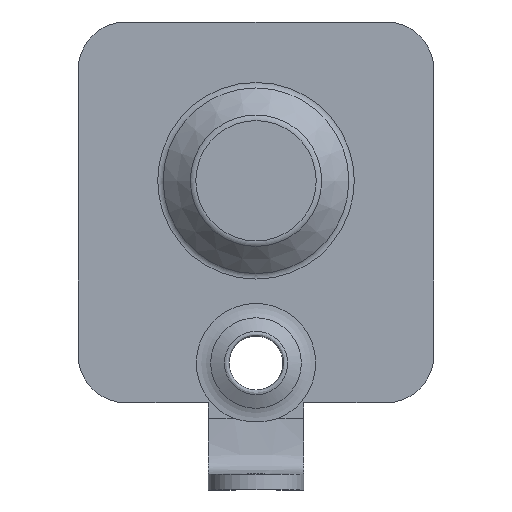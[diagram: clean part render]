
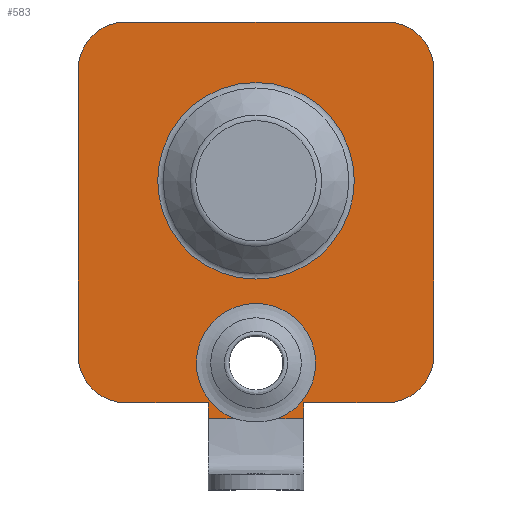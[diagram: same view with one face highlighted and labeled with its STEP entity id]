
A CAD part, top view. The second image highlights one B-rep face of the part: STEP entity #583.
In plain terms, the highlighted planar face has unit normal (0, 0, 1).
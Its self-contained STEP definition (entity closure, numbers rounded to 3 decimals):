
#21=FACE_BOUND('',#98,.T.);
#35=PLANE('',#655);
#64=FACE_OUTER_BOUND('',#97,.T.);
#97=EDGE_LOOP('',(#492,#493,#494,#495,#496,#497,#498,#499,#500,#501,#502,
#503,#504,#505,#506));
#98=EDGE_LOOP('',(#507));
#113=LINE('',#955,#155);
#114=LINE('',#989,#156);
#126=LINE('',#1083,#168);
#138=LINE('',#1231,#180);
#139=LINE('',#1235,#181);
#140=LINE('',#1239,#182);
#141=LINE('',#1243,#183);
#142=LINE('',#1247,#184);
#143=LINE('',#1248,#185);
#155=VECTOR('',#691,10.);
#156=VECTOR('',#692,10.);
#168=VECTOR('',#714,10.);
#180=VECTOR('',#796,10.);
#181=VECTOR('',#799,10.);
#182=VECTOR('',#802,10.);
#183=VECTOR('',#805,10.);
#184=VECTOR('',#808,10.);
#185=VECTOR('',#809,10.);
#203=CIRCLE('',#625,1.879);
#204=CIRCLE('',#626,1.879);
#221=CIRCLE('',#651,3.095);
#224=CIRCLE('',#656,1.5);
#225=CIRCLE('',#657,1.5);
#226=CIRCLE('',#658,1.5);
#227=CIRCLE('',#659,1.5);
#247=VERTEX_POINT('',#941);
#248=VERTEX_POINT('',#954);
#249=VERTEX_POINT('',#956);
#250=VERTEX_POINT('',#988);
#261=VERTEX_POINT('',#1081);
#264=VERTEX_POINT('',#1090);
#284=VERTEX_POINT('',#1220);
#287=VERTEX_POINT('',#1230);
#288=VERTEX_POINT('',#1232);
#289=VERTEX_POINT('',#1234);
#290=VERTEX_POINT('',#1236);
#291=VERTEX_POINT('',#1238);
#292=VERTEX_POINT('',#1240);
#293=VERTEX_POINT('',#1242);
#294=VERTEX_POINT('',#1244);
#295=VERTEX_POINT('',#1246);
#306=EDGE_CURVE('',#247,#248,#113,.T.);
#308=EDGE_CURVE('',#249,#250,#114,.T.);
#325=EDGE_CURVE('',#261,#247,#126,.T.);
#329=EDGE_CURVE('',#264,#249,#203,.T.);
#330=EDGE_CURVE('',#248,#264,#204,.T.);
#359=EDGE_CURVE('',#284,#284,#221,.T.);
#363=EDGE_CURVE('',#261,#287,#138,.T.);
#364=EDGE_CURVE('',#288,#287,#224,.T.);
#365=EDGE_CURVE('',#288,#289,#139,.T.);
#366=EDGE_CURVE('',#290,#289,#225,.T.);
#367=EDGE_CURVE('',#290,#291,#140,.T.);
#368=EDGE_CURVE('',#292,#291,#226,.T.);
#369=EDGE_CURVE('',#292,#293,#141,.T.);
#370=EDGE_CURVE('',#294,#293,#227,.T.);
#371=EDGE_CURVE('',#294,#295,#142,.T.);
#372=EDGE_CURVE('',#295,#250,#143,.T.);
#492=ORIENTED_EDGE('',*,*,#330,.F.);
#493=ORIENTED_EDGE('',*,*,#306,.F.);
#494=ORIENTED_EDGE('',*,*,#325,.F.);
#495=ORIENTED_EDGE('',*,*,#363,.T.);
#496=ORIENTED_EDGE('',*,*,#364,.F.);
#497=ORIENTED_EDGE('',*,*,#365,.T.);
#498=ORIENTED_EDGE('',*,*,#366,.F.);
#499=ORIENTED_EDGE('',*,*,#367,.T.);
#500=ORIENTED_EDGE('',*,*,#368,.F.);
#501=ORIENTED_EDGE('',*,*,#369,.T.);
#502=ORIENTED_EDGE('',*,*,#370,.F.);
#503=ORIENTED_EDGE('',*,*,#371,.T.);
#504=ORIENTED_EDGE('',*,*,#372,.T.);
#505=ORIENTED_EDGE('',*,*,#308,.F.);
#506=ORIENTED_EDGE('',*,*,#329,.F.);
#507=ORIENTED_EDGE('',*,*,#359,.F.);
#583=ADVANCED_FACE('',(#64,#21),#35,.T.);
#625=AXIS2_PLACEMENT_3D('',#1092,#724,#725);
#626=AXIS2_PLACEMENT_3D('',#1093,#726,#727);
#651=AXIS2_PLACEMENT_3D('',#1222,#785,#786);
#655=AXIS2_PLACEMENT_3D('',#1229,#794,#795);
#656=AXIS2_PLACEMENT_3D('',#1233,#797,#798);
#657=AXIS2_PLACEMENT_3D('',#1237,#800,#801);
#658=AXIS2_PLACEMENT_3D('',#1241,#803,#804);
#659=AXIS2_PLACEMENT_3D('',#1245,#806,#807);
#691=DIRECTION('',(-1.,0.,0.));
#692=DIRECTION('',(-1.,0.,0.));
#714=DIRECTION('',(0.,-1.,0.));
#724=DIRECTION('center_axis',(0.,0.,1.));
#725=DIRECTION('ref_axis',(1.,0.,0.));
#726=DIRECTION('center_axis',(0.,0.,1.));
#727=DIRECTION('ref_axis',(1.,0.,0.));
#785=DIRECTION('center_axis',(0.,0.,1.));
#786=DIRECTION('ref_axis',(-1.,0.,0.));
#794=DIRECTION('center_axis',(0.,0.,1.));
#795=DIRECTION('ref_axis',(1.,0.,0.));
#796=DIRECTION('',(1.,0.,0.));
#797=DIRECTION('center_axis',(0.,0.,-1.));
#798=DIRECTION('ref_axis',(0.707,-0.707,0.));
#799=DIRECTION('',(0.,1.,0.));
#800=DIRECTION('center_axis',(0.,0.,-1.));
#801=DIRECTION('ref_axis',(0.707,0.707,0.));
#802=DIRECTION('',(-1.,0.,0.));
#803=DIRECTION('center_axis',(0.,0.,-1.));
#804=DIRECTION('ref_axis',(-0.707,0.707,0.));
#805=DIRECTION('',(0.,-1.,0.));
#806=DIRECTION('center_axis',(0.,0.,-1.));
#807=DIRECTION('ref_axis',(-0.707,-0.707,0.));
#808=DIRECTION('',(1.,0.,0.));
#809=DIRECTION('',(0.,-1.,0.));
#941=CARTESIAN_POINT('',(1.5,-6.495,0.5));
#954=CARTESIAN_POINT('',(0.683,-6.495,0.5));
#955=CARTESIAN_POINT('',(1.5,-6.495,0.5));
#956=CARTESIAN_POINT('',(-0.683,-6.495,0.5));
#988=CARTESIAN_POINT('',(-1.5,-6.495,0.5));
#989=CARTESIAN_POINT('',(1.5,-6.495,0.5));
#1081=CARTESIAN_POINT('',(1.5,-5.995,0.5));
#1083=CARTESIAN_POINT('',(1.5,-5.995,0.5));
#1090=CARTESIAN_POINT('',(1.879,-4.745,0.5));
#1092=CARTESIAN_POINT('Origin',(0.,-4.745,0.5));
#1093=CARTESIAN_POINT('Origin',(0.,-4.745,0.5));
#1220=CARTESIAN_POINT('',(3.095,0.995,0.5));
#1222=CARTESIAN_POINT('Origin',(0.,0.995,0.5));
#1229=CARTESIAN_POINT('Origin',(0.,0.,0.5));
#1230=CARTESIAN_POINT('',(4.1,-5.995,0.5));
#1231=CARTESIAN_POINT('',(5.6,-5.995,0.5));
#1232=CARTESIAN_POINT('',(5.6,-4.495,0.5));
#1233=CARTESIAN_POINT('Origin',(4.1,-4.495,0.5));
#1234=CARTESIAN_POINT('',(5.6,4.495,0.5));
#1235=CARTESIAN_POINT('',(5.6,5.995,0.5));
#1236=CARTESIAN_POINT('',(4.1,5.995,0.5));
#1237=CARTESIAN_POINT('Origin',(4.1,4.495,0.5));
#1238=CARTESIAN_POINT('',(-4.1,5.995,0.5));
#1239=CARTESIAN_POINT('',(-5.6,5.995,0.5));
#1240=CARTESIAN_POINT('',(-5.6,4.495,0.5));
#1241=CARTESIAN_POINT('Origin',(-4.1,4.495,0.5));
#1242=CARTESIAN_POINT('',(-5.6,-4.495,0.5));
#1243=CARTESIAN_POINT('',(-5.6,-5.995,0.5));
#1244=CARTESIAN_POINT('',(-4.1,-5.995,0.5));
#1245=CARTESIAN_POINT('Origin',(-4.1,-4.495,0.5));
#1246=CARTESIAN_POINT('',(-1.5,-5.995,0.5));
#1247=CARTESIAN_POINT('',(5.6,-5.995,0.5));
#1248=CARTESIAN_POINT('',(-1.5,-5.995,0.5));
